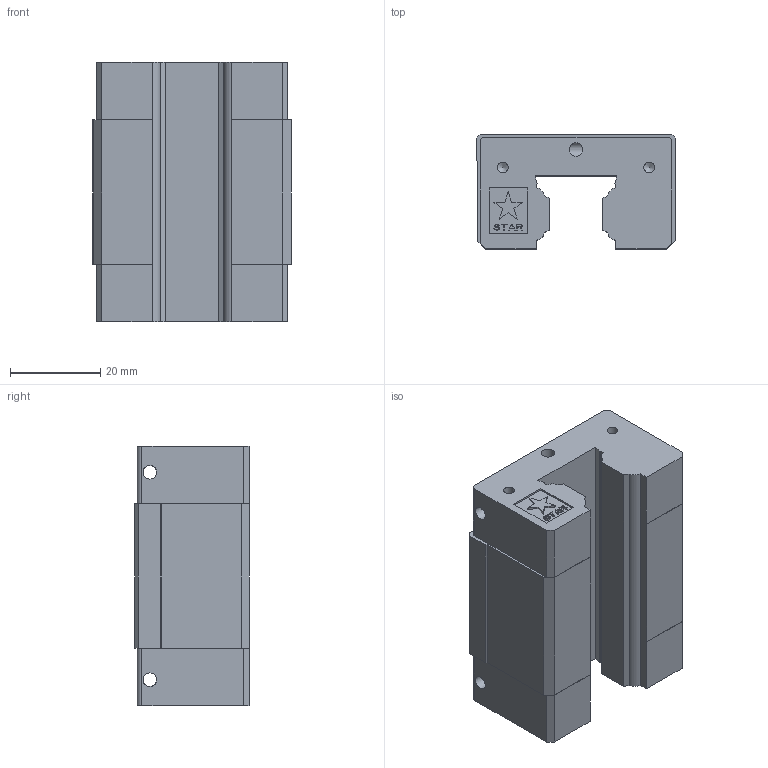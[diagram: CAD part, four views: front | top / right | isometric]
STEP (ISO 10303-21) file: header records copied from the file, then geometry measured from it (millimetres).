
FILE_DESCRIPTION (( 'STEP AP214' ), '1' );
FILE_NAME ('Rexroth-Runner-Block-R166681420.step', '2020-07-02T09:34:46', ( '' ), ( '' ), 'SwSTEP 2.0', 'SolidWorks 2010', '' );
FILE_SCHEMA (( 'AUTOMOTIVE_DESIGN' ));
Length unit declared in the file: millimetre
Products named in the file (1): Rexroth-Runner-Block-R166681420
Bounding box: 44 x 25.35 x 57.3 mm (x, y, z)
Volume: 47564.7 mm3; surface area: 13000.5 mm2
Topology: 1 solids, 1 shells, 310 faces, 884 edges, 590 vertices
Faces by surface type: plane 286, cylinder 18, cone 6
Full cylindrical faces by diameter (mm): 2.4 x4, 3 x4, 4 x2
Entity records: 9734 total; most frequent: CARTESIAN_POINT 1747, ORIENTED_EDGE 1700, DIRECTION 1502, EDGE_CURVE 850, LINE 812, VECTOR 812, VERTEX_POINT 574, EDGE_LOOP 350
